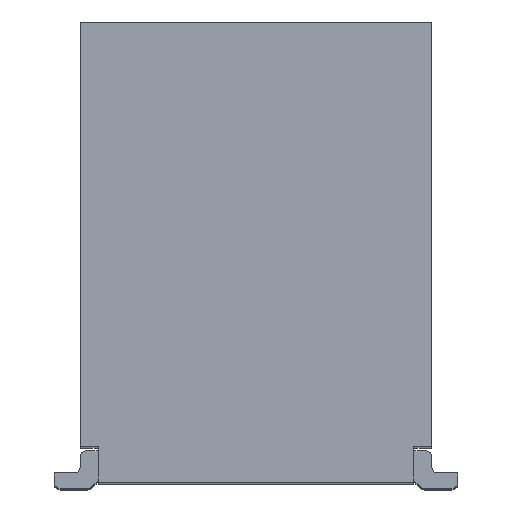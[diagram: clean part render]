
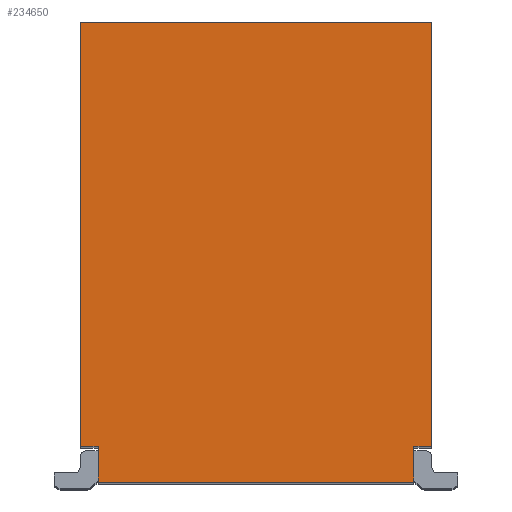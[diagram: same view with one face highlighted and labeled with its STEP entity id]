
A CAD part, top view. The second image highlights one B-rep face of the part: STEP entity #234650.
In plain terms, the highlighted planar face has unit normal (0, 0, 1).
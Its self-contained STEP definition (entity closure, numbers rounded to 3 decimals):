
#233820=CARTESIAN_POINT('',(-1.47,-2.15,5.185));
#233830=VERTEX_POINT('',#233820);
#233860=CARTESIAN_POINT('',(0.,-2.15,5.185));
#233870=DIRECTION('',(1.,0.,0.));
#233880=VECTOR('',#233870,1.);
#233890=LINE('',#233860,#233880);
#233900=CARTESIAN_POINT('',(-1.32,-2.15,5.185));
#233910=VERTEX_POINT('',#233900);
#233920=EDGE_CURVE('',#233830,#233910,#233890,.T.);
#234030=CARTESIAN_POINT('',(1.544,-2.546,5.185));
#234040=DIRECTION('',(0.,0.,1.));
#234050=DIRECTION('',(-1.,0.,0.));
#234060=AXIS2_PLACEMENT_3D('',#234030,#234040,#234050);
#234070=PLANE('',#234060);
#234080=CARTESIAN_POINT('',(1.32,-0.5,5.185));
#234090=DIRECTION('',(0.,-1.,0.));
#234100=VECTOR('',#234090,1.);
#234110=LINE('',#234080,#234100);
#234120=CARTESIAN_POINT('',(1.32,-2.15,5.185));
#234130=VERTEX_POINT('',#234120);
#234140=CARTESIAN_POINT('',(1.32,-2.45,5.185));
#234150=VERTEX_POINT('',#234140);
#234160=EDGE_CURVE('',#234130,#234150,#234110,.T.);
#234170=ORIENTED_EDGE('',*,*,#234160,.F.);
#234180=CARTESIAN_POINT('',(0.,-2.45,5.185
));
#234190=DIRECTION('',(-1.,0.,0.));
#234200=VECTOR('',#234190,1.);
#234210=LINE('',#234180,#234200);
#234220=CARTESIAN_POINT('',(-1.32,-2.45,5.185));
#234230=VERTEX_POINT('',#234220);
#234240=EDGE_CURVE('',#234150,#234230,#234210,.T.);
#234250=ORIENTED_EDGE('',*,*,#234240,.F.);
#234260=CARTESIAN_POINT('',(-1.32,-0.5,5.185));
#234270=DIRECTION('',(0.,1.,0.));
#234280=VECTOR('',#234270,1.);
#234290=LINE('',#234260,#234280);
#234300=EDGE_CURVE('',#234230,#233910,#234290,.T.);
#234310=ORIENTED_EDGE('',*,*,#234300,.F.);
#234320=ORIENTED_EDGE('',*,*,#233920,.T.);
#234330=CARTESIAN_POINT('',(-1.47,-0.5,5.185));
#234340=DIRECTION('',(0.,-1.,0.));
#234350=VECTOR('',#234340,1.);
#234360=LINE('',#234330,#234350);
#234370=CARTESIAN_POINT('',(-1.47,1.4,5.185));
#234380=VERTEX_POINT('',#234370);
#234390=EDGE_CURVE('',#234380,#233830,#234360,.T.);
#234400=ORIENTED_EDGE('',*,*,#234390,.T.);
#234410=CARTESIAN_POINT('',(0.,1.4,5.185));
#234420=DIRECTION('',(1.,0.,0.));
#234430=VECTOR('',#234420,1.);
#234440=LINE('',#234410,#234430);
#234450=CARTESIAN_POINT('',(1.47,1.4,5.185));
#234460=VERTEX_POINT('',#234450);
#234470=EDGE_CURVE('',#234380,#234460,#234440,.T.);
#234480=ORIENTED_EDGE('',*,*,#234470,.F.);
#234490=CARTESIAN_POINT('',(1.47,-0.5,5.185));
#234500=DIRECTION('',(0.,1.,0.));
#234510=VECTOR('',#234500,1.);
#234520=LINE('',#234490,#234510);
#234530=CARTESIAN_POINT('',(1.47,-2.15,5.185));
#234540=VERTEX_POINT('',#234530);
#234550=EDGE_CURVE('',#234540,#234460,#234520,.T.);
#234560=ORIENTED_EDGE('',*,*,#234550,.T.);
#234570=CARTESIAN_POINT('',(0.,-2.15,5.185));
#234580=DIRECTION('',(1.,0.,0.));
#234590=VECTOR('',#234580,1.);
#234600=LINE('',#234570,#234590);
#234610=EDGE_CURVE('',#234130,#234540,#234600,.T.);
#234620=ORIENTED_EDGE('',*,*,#234610,.T.);
#234630=EDGE_LOOP('',(#234620,#234560,#234480,#234400,#234320,#234310,
#234250,#234170));
#234640=FACE_OUTER_BOUND('',#234630,.T.);
#234650=ADVANCED_FACE('',(#234640),#234070,.T.);
